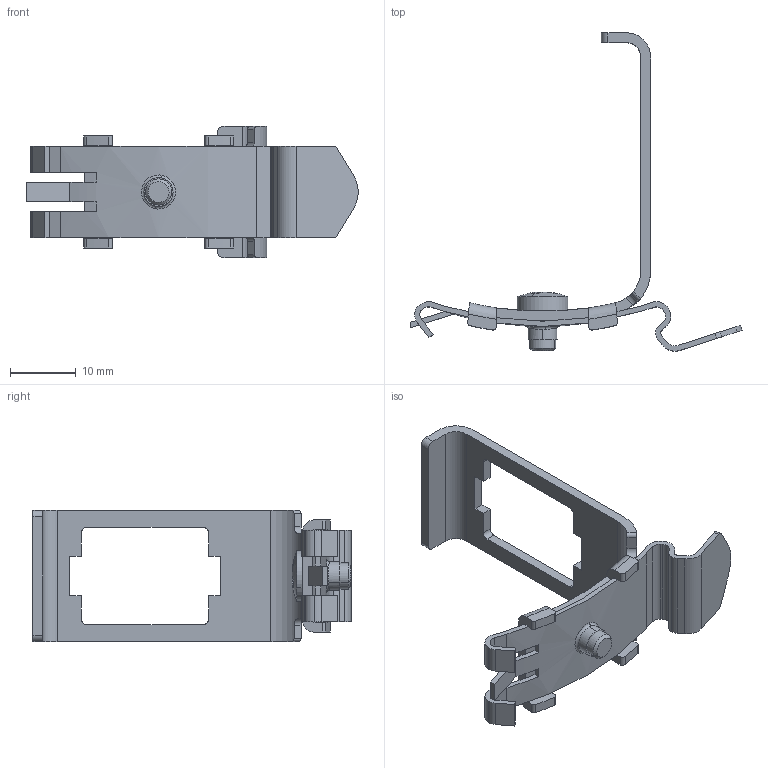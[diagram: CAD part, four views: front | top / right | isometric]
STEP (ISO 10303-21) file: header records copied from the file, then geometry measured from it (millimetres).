
FILE_DESCRIPTION (( 'STEP AP214' ), '1' );
FILE_NAME ('H06000B0045.STEP', '2010-04-20T14:38:13', ( 'ich' ), ( 'pp' ), 'SwSTEP 2.0', 'SolidWorks 2010', '' );
FILE_SCHEMA (( 'AUTOMOTIVE_DESIGN' ));
Length unit declared in the file: millimetre
Products named in the file (4): B06012A0050_Default; A05020G0622; b06012A0059; H06000B0045
Assembly tree (3 placements, depth 2):
  H06000B0045
    A05020G0622
    B06012A0050_Default
    b06012A0059
Bounding box: 50.63 x 48.55 x 20 mm (x, y, z)
Volume: 2301.7 mm3; surface area: 4469.5 mm2
Topology: 4 solids, 4 shells, 180 faces, 506 edges, 336 vertices
Faces by surface type: plane 97, cylinder 67, torus 8, bspline 4, cone 2, sphere 2
Entity records: 7818 total; most frequent: CARTESIAN_POINT 2891, ORIENTED_EDGE 1012, DIRECTION 1002, EDGE_CURVE 506, AXIS2_PLACEMENT_3D 354, VERTEX_POINT 336, VECTOR 294, LINE 294
